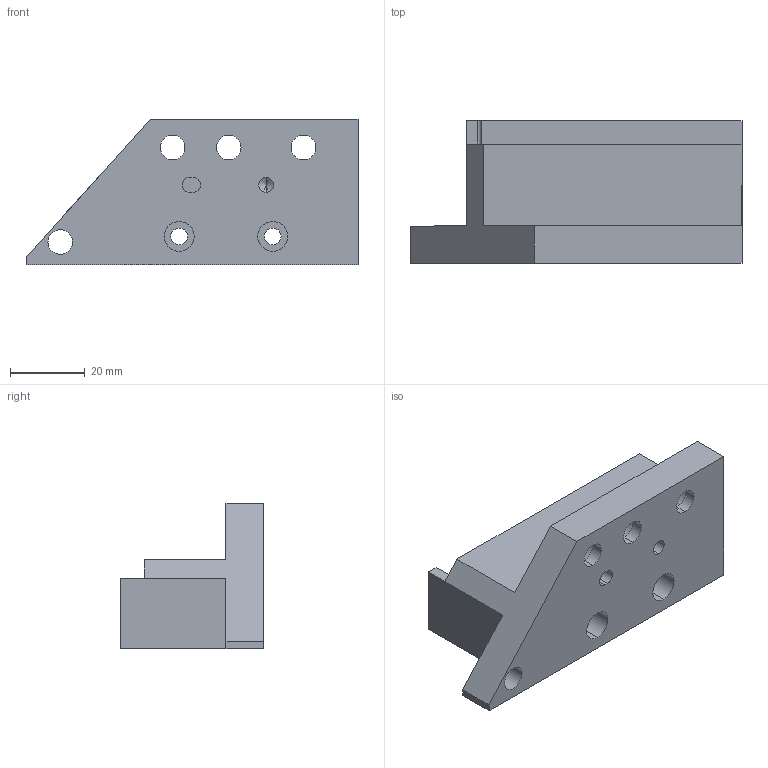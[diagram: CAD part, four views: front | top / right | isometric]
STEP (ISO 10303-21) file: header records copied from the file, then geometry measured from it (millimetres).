
FILE_DESCRIPTION (( 'STEP AP203' ), '1' );
FILE_NAME ('2_Vbase_2inch.STEP', '2021-11-08T12:59:03', ( '' ), ( '' ), 'SwSTEP 2.0', 'SolidWorks 2020', '' );
FILE_SCHEMA (( 'CONFIG_CONTROL_DESIGN' ));
Length unit declared in the file: millimetre
Products named in the file (1): 2_Vbase_2inch
Bounding box: 88.78 x 38.18 x 38.8 mm (x, y, z)
Volume: 62397.9 mm3; surface area: 15963.6 mm2
Topology: 1 solids, 1 shells, 64 faces, 160 edges, 100 vertices
Faces by surface type: cylinder 33, plane 23, cone 8
Entity records: 1971 total; most frequent: DIRECTION 348, CARTESIAN_POINT 317, ORIENTED_EDGE 304, EDGE_CURVE 152, AXIS2_PLACEMENT_3D 131, VERTEX_POINT 100, VECTOR 86, LINE 86
